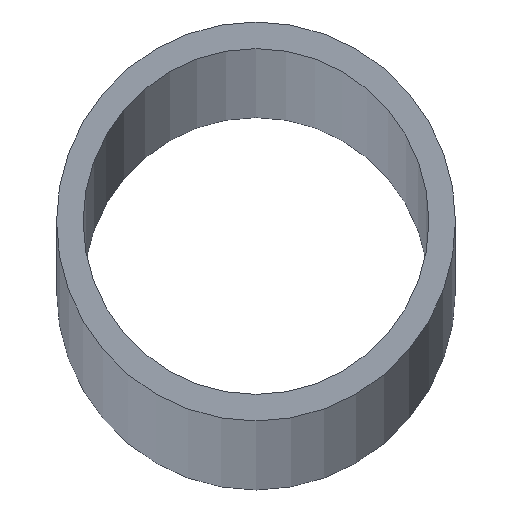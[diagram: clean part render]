
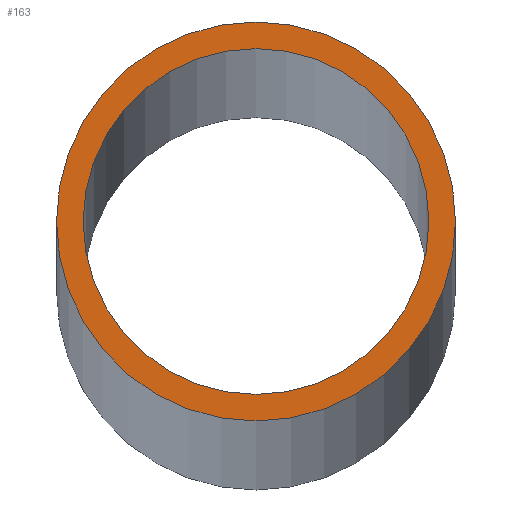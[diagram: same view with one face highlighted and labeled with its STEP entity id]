
A CAD part, top view. The second image highlights one B-rep face of the part: STEP entity #163.
In plain terms, the highlighted planar face has unit normal (0, 0, 1).
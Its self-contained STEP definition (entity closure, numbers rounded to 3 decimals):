
#5 = AXIS2_PLACEMENT_3D ( 'NONE', #190, #31, #249 ) ;
#12 = EDGE_CURVE ( 'NONE', #117, #63, #96, .T. ) ;
#16 = CARTESIAN_POINT ( 'NONE',  ( 0., 0., 3072.78 ) ) ;
#17 = CIRCLE ( 'NONE', #22, 15. ) ;
#22 = AXIS2_PLACEMENT_3D ( 'NONE', #16, #232, #231 ) ;
#28 = VERTEX_POINT ( 'NONE', #159 ) ;
#29 = CARTESIAN_POINT ( 'NONE',  ( 0., 0., 3072.78 ) ) ;
#31 = DIRECTION ( 'NONE',  ( 0., 0., -1. ) ) ;
#34 = AXIS2_PLACEMENT_3D ( 'NONE', #73, #211, #37 ) ;
#37 = DIRECTION ( 'NONE',  ( -1., 0., 0. ) ) ;
#40 = CIRCLE ( 'NONE', #5, 15. ) ;
#55 = FACE_OUTER_BOUND ( 'NONE', #101, .T. ) ;
#59 = VERTEX_POINT ( 'NONE', #148 ) ;
#63 = VERTEX_POINT ( 'NONE', #83 ) ;
#68 = FACE_BOUND ( 'NONE', #181, .T. ) ;
#73 = CARTESIAN_POINT ( 'NONE',  ( 0., 0., 3072.78 ) ) ;
#83 = CARTESIAN_POINT ( 'NONE',  ( -13., 0., 3072.78 ) ) ;
#89 = DIRECTION ( 'NONE',  ( 1., 0., 0. ) ) ;
#90 = PLANE ( 'NONE',  #115 ) ;
#96 = CIRCLE ( 'NONE', #202, 13. ) ;
#100 = ORIENTED_EDGE ( 'NONE', *, *, #173, .F. ) ;
#101 = EDGE_LOOP ( 'NONE', ( #221, #100 ) ) ;
#115 = AXIS2_PLACEMENT_3D ( 'NONE', #248, #208, #89 ) ;
#117 = VERTEX_POINT ( 'NONE', #229 ) ;
#139 = ORIENTED_EDGE ( 'NONE', *, *, #12, .T. ) ;
#140 = CIRCLE ( 'NONE', #34, 13. ) ;
#148 = CARTESIAN_POINT ( 'NONE',  ( 15., 0., 3072.78 ) ) ;
#159 = CARTESIAN_POINT ( 'NONE',  ( -15., 0., 3072.78 ) ) ;
#163 = ADVANCED_FACE ( 'NONE', ( #55, #68 ), #90, .T. ) ;
#165 = ORIENTED_EDGE ( 'NONE', *, *, #225, .T. ) ;
#173 = EDGE_CURVE ( 'NONE', #59, #28, #17, .T. ) ;
#181 = EDGE_LOOP ( 'NONE', ( #165, #139 ) ) ;
#190 = CARTESIAN_POINT ( 'NONE',  ( 0., 0., 3072.78 ) ) ;
#202 = AXIS2_PLACEMENT_3D ( 'NONE', #29, #203, #237 ) ;
#203 = DIRECTION ( 'NONE',  ( 0., 0., -1. ) ) ;
#208 = DIRECTION ( 'NONE',  ( 0., 0., 1. ) ) ;
#211 = DIRECTION ( 'NONE',  ( 0., 0., -1. ) ) ;
#216 = EDGE_CURVE ( 'NONE', #28, #59, #40, .T. ) ;
#221 = ORIENTED_EDGE ( 'NONE', *, *, #216, .F. ) ;
#225 = EDGE_CURVE ( 'NONE', #63, #117, #140, .T. ) ;
#229 = CARTESIAN_POINT ( 'NONE',  ( 13., 0., 3072.78 ) ) ;
#231 = DIRECTION ( 'NONE',  ( -1., 0., 0. ) ) ;
#232 = DIRECTION ( 'NONE',  ( 0., 0., -1. ) ) ;
#237 = DIRECTION ( 'NONE',  ( -1., 0., 0. ) ) ;
#248 = CARTESIAN_POINT ( 'NONE',  ( 0., 0., 3072.78 ) ) ;
#249 = DIRECTION ( 'NONE',  ( -1., 0., 0. ) ) ;
